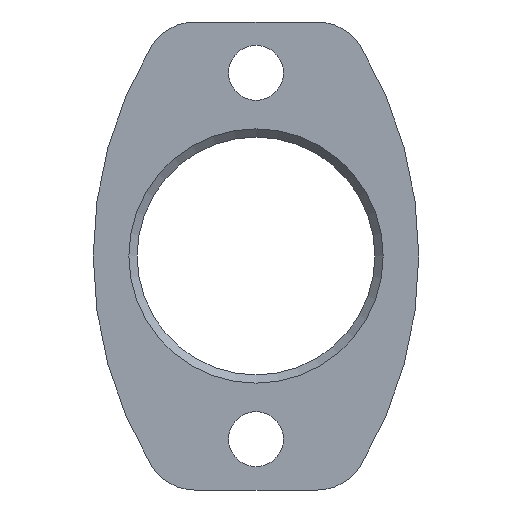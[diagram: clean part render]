
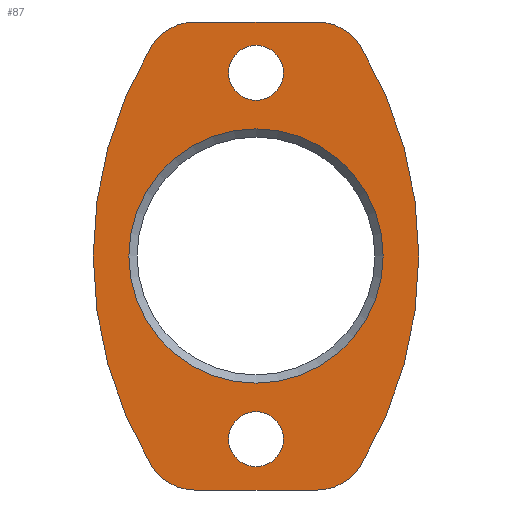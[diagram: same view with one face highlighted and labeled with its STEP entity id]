
A CAD part, left-side view. The second image highlights one B-rep face of the part: STEP entity #87.
In plain terms, the highlighted planar face has unit normal (-1, 0, 0).
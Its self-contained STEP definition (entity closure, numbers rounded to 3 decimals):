
#87 = ADVANCED_FACE( '', ( #120, #121, #122, #123 ), #124, .F. );
#120 = FACE_BOUND( '', #169, .T. );
#121 = FACE_BOUND( '', #170, .T. );
#122 = FACE_BOUND( '', #171, .T. );
#123 = FACE_OUTER_BOUND( '', #172, .T. );
#124 = PLANE( '', #173 );
#169 = EDGE_LOOP( '', ( #278 ) );
#170 = EDGE_LOOP( '', ( #279 ) );
#171 = EDGE_LOOP( '', ( #280 ) );
#172 = EDGE_LOOP( '', ( #281, #282, #283, #284, #285, #286, #287, #288 ) );
#173 = AXIS2_PLACEMENT_3D( '', #289, #290, #291 );
#278 = ORIENTED_EDGE( '', *, *, #371, .T. );
#279 = ORIENTED_EDGE( '', *, *, #372, .T. );
#280 = ORIENTED_EDGE( '', *, *, #373, .T. );
#281 = ORIENTED_EDGE( '', *, *, #374, .F. );
#282 = ORIENTED_EDGE( '', *, *, #368, .F. );
#283 = ORIENTED_EDGE( '', *, *, #365, .F. );
#284 = ORIENTED_EDGE( '', *, *, #362, .F. );
#285 = ORIENTED_EDGE( '', *, *, #359, .F. );
#286 = ORIENTED_EDGE( '', *, *, #353, .F. );
#287 = ORIENTED_EDGE( '', *, *, #349, .F. );
#288 = ORIENTED_EDGE( '', *, *, #356, .F. );
#289 = CARTESIAN_POINT( '', ( 0., -6.017, 18. ) );
#290 = DIRECTION( '', ( 1., 0., 0. ) );
#291 = DIRECTION( '', ( 0., 0., -1. ) );
#349 = EDGE_CURVE( '', #401, #402, #403, .T. );
#353 = EDGE_CURVE( '', #402, #409, #410, .T. );
#356 = EDGE_CURVE( '', #414, #401, #415, .T. );
#359 = EDGE_CURVE( '', #409, #419, #420, .T. );
#362 = EDGE_CURVE( '', #419, #424, #425, .T. );
#365 = EDGE_CURVE( '', #424, #429, #430, .T. );
#368 = EDGE_CURVE( '', #429, #434, #435, .T. );
#371 = EDGE_CURVE( '', #439, #439, #440, .T. );
#372 = EDGE_CURVE( '', #441, #441, #442, .T. );
#373 = EDGE_CURVE( '', #443, #443, #444, .T. );
#374 = EDGE_CURVE( '', #434, #414, #445, .T. );
#401 = VERTEX_POINT( '', #487 );
#402 = VERTEX_POINT( '', #488 );
#403 = CIRCLE( '', #489, 40. );
#409 = VERTEX_POINT( '', #497 );
#410 = CIRCLE( '', #498, 5. );
#414 = VERTEX_POINT( '', #503 );
#415 = CIRCLE( '', #504, 5. );
#419 = VERTEX_POINT( '', #509 );
#420 = LINE( '', #510, #511 );
#424 = VERTEX_POINT( '', #517 );
#425 = CIRCLE( '', #518, 5. );
#429 = VERTEX_POINT( '', #523 );
#430 = CIRCLE( '', #524, 40. );
#434 = VERTEX_POINT( '', #529 );
#435 = CIRCLE( '', #530, 5. );
#439 = VERTEX_POINT( '', #535 );
#440 = CIRCLE( '', #536, 12.5 );
#441 = VERTEX_POINT( '', #537 );
#442 = CIRCLE( '', #538, 2.7 );
#443 = VERTEX_POINT( '', #539 );
#444 = CIRCLE( '', #540, 2.7 );
#445 = LINE( '', #541, #542 );
#487 = CARTESIAN_POINT( '', ( 0., -10.305, 20.571 ) );
#488 = CARTESIAN_POINT( '', ( 0., -10.305, -20.571 ) );
#489 = AXIS2_PLACEMENT_3D( '', #578, #579, #580 );
#497 = CARTESIAN_POINT( '', ( 0., -6.017, -23. ) );
#498 = AXIS2_PLACEMENT_3D( '', #586, #587, #588 );
#503 = CARTESIAN_POINT( '', ( 0., -6.017, 23. ) );
#504 = AXIS2_PLACEMENT_3D( '', #593, #594, #595 );
#509 = CARTESIAN_POINT( '', ( 0., 6.017, -23. ) );
#510 = CARTESIAN_POINT( '', ( 0., -6.017, -23. ) );
#511 = VECTOR( '', #600, 1000. );
#517 = CARTESIAN_POINT( '', ( 0., 10.305, -20.571 ) );
#518 = AXIS2_PLACEMENT_3D( '', #603, #604, #605 );
#523 = CARTESIAN_POINT( '', ( 0., 10.305, 20.571 ) );
#524 = AXIS2_PLACEMENT_3D( '', #610, #611, #612 );
#529 = CARTESIAN_POINT( '', ( 0., 6.017, 23. ) );
#530 = AXIS2_PLACEMENT_3D( '', #617, #618, #619 );
#535 = CARTESIAN_POINT( '', ( 0., 0., -12.5 ) );
#536 = AXIS2_PLACEMENT_3D( '', #624, #625, #626 );
#537 = CARTESIAN_POINT( '', ( 0., 0., 15.3 ) );
#538 = AXIS2_PLACEMENT_3D( '', #627, #628, #629 );
#539 = CARTESIAN_POINT( '', ( 0., 0., -20.7 ) );
#540 = AXIS2_PLACEMENT_3D( '', #630, #631, #632 );
#541 = CARTESIAN_POINT( '', ( 0., 6.017, 23. ) );
#542 = VECTOR( '', #633, 1000. );
#578 = CARTESIAN_POINT( '', ( 0., 24., 0. ) );
#579 = DIRECTION( '', ( 1., 0., 0. ) );
#580 = DIRECTION( '', ( 0., 0., -1. ) );
#586 = CARTESIAN_POINT( '', ( 0., -6.017, -18. ) );
#587 = DIRECTION( '', ( 1., 0., 0. ) );
#588 = DIRECTION( '', ( 0., 0., -1. ) );
#593 = CARTESIAN_POINT( '', ( 0., -6.017, 18. ) );
#594 = DIRECTION( '', ( 1., 0., 0. ) );
#595 = DIRECTION( '', ( 0., 0., -1. ) );
#600 = DIRECTION( '', ( 0., 1., 0. ) );
#603 = CARTESIAN_POINT( '', ( 0., 6.017, -18. ) );
#604 = DIRECTION( '', ( 1., 0., 0. ) );
#605 = DIRECTION( '', ( 0., 0., -1. ) );
#610 = CARTESIAN_POINT( '', ( 0., -24., 0. ) );
#611 = DIRECTION( '', ( 1., 0., 0. ) );
#612 = DIRECTION( '', ( 0., 0., -1. ) );
#617 = CARTESIAN_POINT( '', ( 0., 6.017, 18. ) );
#618 = DIRECTION( '', ( 1., 0., 0. ) );
#619 = DIRECTION( '', ( 0., 0., -1. ) );
#624 = CARTESIAN_POINT( '', ( 0., 0., 0. ) );
#625 = DIRECTION( '', ( 1., 0., 0. ) );
#626 = DIRECTION( '', ( 0., 0., -1. ) );
#627 = CARTESIAN_POINT( '', ( 0., 0., 18. ) );
#628 = DIRECTION( '', ( 1., 0., 0. ) );
#629 = DIRECTION( '', ( 0., 0., -1. ) );
#630 = CARTESIAN_POINT( '', ( 0., 0., -18. ) );
#631 = DIRECTION( '', ( 1., 0., 0. ) );
#632 = DIRECTION( '', ( 0., 0., -1. ) );
#633 = DIRECTION( '', ( 0., -1., 0. ) );
